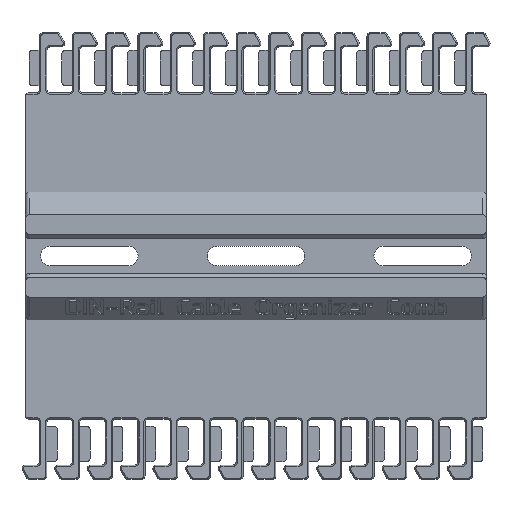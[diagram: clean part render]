
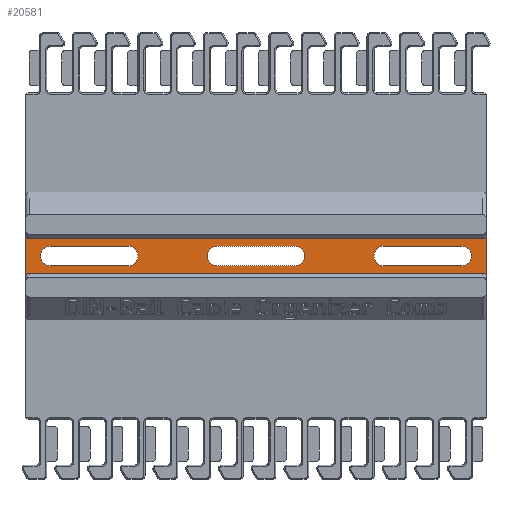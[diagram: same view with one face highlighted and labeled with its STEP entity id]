
A CAD part, top view. The second image highlights one B-rep face of the part: STEP entity #20581.
In plain terms, the highlighted planar face has unit normal (0, 0, 1).
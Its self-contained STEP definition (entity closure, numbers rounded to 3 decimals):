
#4609 = VERTEX_POINT('',#4610);
#4610 = CARTESIAN_POINT('',(-65.,-6.,3.));
#4616 = EDGE_CURVE('',#4617,#4609,#4619,.T.);
#4617 = VERTEX_POINT('',#4618);
#4618 = CARTESIAN_POINT('',(-65.,-5.,3.));
#4619 = LINE('',#4620,#4621);
#4620 = CARTESIAN_POINT('',(-65.,0.,3.));
#4621 = VECTOR('',#4622,1.);
#4622 = DIRECTION('',(0.,-1.,0.));
#4624 = EDGE_CURVE('',#4617,#4625,#4627,.T.);
#4625 = VERTEX_POINT('',#4626);
#4626 = CARTESIAN_POINT('',(-65.,5.,3.));
#4627 = LINE('',#4628,#4629);
#4628 = CARTESIAN_POINT('',(-65.,-46.,3.));
#4629 = VECTOR('',#4630,1.);
#4630 = DIRECTION('',(0.,1.,0.));
#4632 = EDGE_CURVE('',#4625,#4633,#4635,.T.);
#4633 = VERTEX_POINT('',#4634);
#4634 = CARTESIAN_POINT('',(-65.,6.,3.));
#4635 = LINE('',#4636,#4637);
#4636 = CARTESIAN_POINT('',(-65.,0.,3.));
#4637 = VECTOR('',#4638,1.);
#4638 = DIRECTION('',(0.,1.,0.));
#16902 = VERTEX_POINT('',#16903);
#16903 = CARTESIAN_POINT('',(65.,6.,3.));
#16909 = EDGE_CURVE('',#16910,#16902,#16912,.T.);
#16910 = VERTEX_POINT('',#16911);
#16911 = CARTESIAN_POINT('',(65.,5.,3.));
#16912 = LINE('',#16913,#16914);
#16913 = CARTESIAN_POINT('',(65.,0.,3.));
#16914 = VECTOR('',#16915,1.);
#16915 = DIRECTION('',(0.,1.,0.));
#16917 = EDGE_CURVE('',#16910,#16918,#16920,.T.);
#16918 = VERTEX_POINT('',#16919);
#16919 = CARTESIAN_POINT('',(65.,-5.,3.));
#16920 = LINE('',#16921,#16922);
#16921 = CARTESIAN_POINT('',(65.,0.,3.));
#16922 = VECTOR('',#16923,1.);
#16923 = DIRECTION('',(0.,-1.,0.));
#16925 = EDGE_CURVE('',#16918,#16926,#16928,.T.);
#16926 = VERTEX_POINT('',#16927);
#16927 = CARTESIAN_POINT('',(65.,-6.,3.));
#16928 = LINE('',#16929,#16930);
#16929 = CARTESIAN_POINT('',(65.,0.,3.));
#16930 = VECTOR('',#16931,1.);
#16931 = DIRECTION('',(0.,-1.,0.));
#17083 = VERTEX_POINT('',#17084);
#17084 = CARTESIAN_POINT('',(58.,2.75,3.));
#17090 = EDGE_CURVE('',#17091,#17083,#17093,.T.);
#17091 = VERTEX_POINT('',#17092);
#17092 = CARTESIAN_POINT('',(36.,2.75,3.));
#17093 = LINE('',#17094,#17095);
#17094 = CARTESIAN_POINT('',(29.,2.75,3.));
#17095 = VECTOR('',#17096,1.);
#17096 = DIRECTION('',(1.,0.,0.));
#17114 = VERTEX_POINT('',#17115);
#17115 = CARTESIAN_POINT('',(58.,-2.75,3.));
#17121 = EDGE_CURVE('',#17083,#17114,#17122,.T.);
#17122 = CIRCLE('',#17123,2.75);
#17123 = AXIS2_PLACEMENT_3D('',#17124,#17125,#17126);
#17124 = CARTESIAN_POINT('',(58.,0.,3.));
#17125 = DIRECTION('',(0.,0.,-1.));
#17126 = DIRECTION('',(1.,0.,0.));
#17139 = VERTEX_POINT('',#17140);
#17140 = CARTESIAN_POINT('',(36.,-2.75,3.));
#17146 = EDGE_CURVE('',#17114,#17139,#17147,.T.);
#17147 = LINE('',#17148,#17149);
#17148 = CARTESIAN_POINT('',(18.,-2.75,3.));
#17149 = VECTOR('',#17150,1.);
#17150 = DIRECTION('',(-1.,0.,0.));
#17163 = EDGE_CURVE('',#17139,#17091,#17164,.T.);
#17164 = CIRCLE('',#17165,2.75);
#17165 = AXIS2_PLACEMENT_3D('',#17166,#17167,#17168);
#17166 = CARTESIAN_POINT('',(36.,0.,3.));
#17167 = DIRECTION('',(0.,0.,-1.));
#17168 = DIRECTION('',(1.,0.,0.));
#17181 = VERTEX_POINT('',#17182);
#17182 = CARTESIAN_POINT('',(11.,2.75,3.));
#17188 = EDGE_CURVE('',#17189,#17181,#17191,.T.);
#17189 = VERTEX_POINT('',#17190);
#17190 = CARTESIAN_POINT('',(-11.,2.75,3.));
#17191 = LINE('',#17192,#17193);
#17192 = CARTESIAN_POINT('',(5.5,2.75,3.));
#17193 = VECTOR('',#17194,1.);
#17194 = DIRECTION('',(1.,0.,0.));
#17212 = VERTEX_POINT('',#17213);
#17213 = CARTESIAN_POINT('',(11.,-2.75,3.));
#17219 = EDGE_CURVE('',#17181,#17212,#17220,.T.);
#17220 = CIRCLE('',#17221,2.75);
#17221 = AXIS2_PLACEMENT_3D('',#17222,#17223,#17224);
#17222 = CARTESIAN_POINT('',(11.,0.,3.));
#17223 = DIRECTION('',(0.,0.,-1.));
#17224 = DIRECTION('',(1.,0.,0.));
#17237 = VERTEX_POINT('',#17238);
#17238 = CARTESIAN_POINT('',(-11.,-2.75,3.));
#17244 = EDGE_CURVE('',#17212,#17237,#17245,.T.);
#17245 = LINE('',#17246,#17247);
#17246 = CARTESIAN_POINT('',(-5.5,-2.75,3.));
#17247 = VECTOR('',#17248,1.);
#17248 = DIRECTION('',(-1.,0.,0.));
#17261 = EDGE_CURVE('',#17237,#17189,#17262,.T.);
#17262 = CIRCLE('',#17263,2.75);
#17263 = AXIS2_PLACEMENT_3D('',#17264,#17265,#17266);
#17264 = CARTESIAN_POINT('',(-11.,0.,3.));
#17265 = DIRECTION('',(0.,0.,-1.));
#17266 = DIRECTION('',(1.,0.,0.));
#17279 = VERTEX_POINT('',#17280);
#17280 = CARTESIAN_POINT('',(-36.,2.75,3.));
#17286 = EDGE_CURVE('',#17287,#17279,#17289,.T.);
#17287 = VERTEX_POINT('',#17288);
#17288 = CARTESIAN_POINT('',(-58.,2.75,3.));
#17289 = LINE('',#17290,#17291);
#17290 = CARTESIAN_POINT('',(-18.,2.75,3.));
#17291 = VECTOR('',#17292,1.);
#17292 = DIRECTION('',(1.,0.,0.));
#17310 = VERTEX_POINT('',#17311);
#17311 = CARTESIAN_POINT('',(-36.,-2.75,3.));
#17317 = EDGE_CURVE('',#17279,#17310,#17318,.T.);
#17318 = CIRCLE('',#17319,2.75);
#17319 = AXIS2_PLACEMENT_3D('',#17320,#17321,#17322);
#17320 = CARTESIAN_POINT('',(-36.,0.,3.));
#17321 = DIRECTION('',(0.,0.,-1.));
#17322 = DIRECTION('',(1.,0.,0.));
#17335 = VERTEX_POINT('',#17336);
#17336 = CARTESIAN_POINT('',(-58.,-2.75,3.));
#17342 = EDGE_CURVE('',#17310,#17335,#17343,.T.);
#17343 = LINE('',#17344,#17345);
#17344 = CARTESIAN_POINT('',(-29.,-2.75,3.));
#17345 = VECTOR('',#17346,1.);
#17346 = DIRECTION('',(-1.,0.,0.));
#17359 = EDGE_CURVE('',#17335,#17287,#17360,.T.);
#17360 = CIRCLE('',#17361,2.75);
#17361 = AXIS2_PLACEMENT_3D('',#17362,#17363,#17364);
#17362 = CARTESIAN_POINT('',(-58.,0.,3.));
#17363 = DIRECTION('',(0.,0.,-1.));
#17364 = DIRECTION('',(1.,0.,0.));
#20537 = VERTEX_POINT('',#20538);
#20538 = CARTESIAN_POINT('',(-64.,-5.,3.));
#20544 = EDGE_CURVE('',#4609,#20537,#20545,.T.);
#20545 = CIRCLE('',#20546,1.);
#20546 = AXIS2_PLACEMENT_3D('',#20547,#20548,#20549);
#20547 = CARTESIAN_POINT('',(-64.,-6.,3.));
#20548 = DIRECTION('',(0.,0.,-1.));
#20549 = DIRECTION('',(0.,1.,0.));
#20581 = ADVANCED_FACE('',(#20582,#20630,#20636,#20642),#20648,.T.);
#20582 = FACE_BOUND('',#20583,.T.);
#20583 = EDGE_LOOP('',(#20584,#20592,#20599,#20600,#20601,#20602,#20611,
    #20619,#20626,#20627,#20628,#20629));
#20584 = ORIENTED_EDGE('',*,*,#20585,.T.);
#20585 = EDGE_CURVE('',#20537,#20586,#20588,.T.);
#20586 = VERTEX_POINT('',#20587);
#20587 = CARTESIAN_POINT('',(64.,-5.,3.));
#20588 = LINE('',#20589,#20590);
#20589 = CARTESIAN_POINT('',(-65.,-5.,3.));
#20590 = VECTOR('',#20591,1.);
#20591 = DIRECTION('',(1.,0.,0.));
#20592 = ORIENTED_EDGE('',*,*,#20593,.F.);
#20593 = EDGE_CURVE('',#16926,#20586,#20594,.T.);
#20594 = CIRCLE('',#20595,1.);
#20595 = AXIS2_PLACEMENT_3D('',#20596,#20597,#20598);
#20596 = CARTESIAN_POINT('',(64.,-6.,3.));
#20597 = DIRECTION('',(0.,0.,1.));
#20598 = DIRECTION('',(0.,1.,0.));
#20599 = ORIENTED_EDGE('',*,*,#16925,.F.);
#20600 = ORIENTED_EDGE('',*,*,#16917,.F.);
#20601 = ORIENTED_EDGE('',*,*,#16909,.T.);
#20602 = ORIENTED_EDGE('',*,*,#20603,.T.);
#20603 = EDGE_CURVE('',#16902,#20604,#20606,.T.);
#20604 = VERTEX_POINT('',#20605);
#20605 = CARTESIAN_POINT('',(64.,5.,3.));
#20606 = CIRCLE('',#20607,1.);
#20607 = AXIS2_PLACEMENT_3D('',#20608,#20609,#20610);
#20608 = CARTESIAN_POINT('',(64.,6.,3.));
#20609 = DIRECTION('',(0.,0.,-1.));
#20610 = DIRECTION('',(0.,1.,0.));
#20611 = ORIENTED_EDGE('',*,*,#20612,.F.);
#20612 = EDGE_CURVE('',#20613,#20604,#20615,.T.);
#20613 = VERTEX_POINT('',#20614);
#20614 = CARTESIAN_POINT('',(-64.,5.,3.));
#20615 = LINE('',#20616,#20617);
#20616 = CARTESIAN_POINT('',(-65.,5.,3.));
#20617 = VECTOR('',#20618,1.);
#20618 = DIRECTION('',(1.,0.,0.));
#20619 = ORIENTED_EDGE('',*,*,#20620,.F.);
#20620 = EDGE_CURVE('',#4633,#20613,#20621,.T.);
#20621 = CIRCLE('',#20622,1.);
#20622 = AXIS2_PLACEMENT_3D('',#20623,#20624,#20625);
#20623 = CARTESIAN_POINT('',(-64.,6.,3.));
#20624 = DIRECTION('',(0.,0.,1.));
#20625 = DIRECTION('',(0.,1.,0.));
#20626 = ORIENTED_EDGE('',*,*,#4632,.F.);
#20627 = ORIENTED_EDGE('',*,*,#4624,.F.);
#20628 = ORIENTED_EDGE('',*,*,#4616,.T.);
#20629 = ORIENTED_EDGE('',*,*,#20544,.T.);
#20630 = FACE_BOUND('',#20631,.T.);
#20631 = EDGE_LOOP('',(#20632,#20633,#20634,#20635));
#20632 = ORIENTED_EDGE('',*,*,#17342,.T.);
#20633 = ORIENTED_EDGE('',*,*,#17359,.T.);
#20634 = ORIENTED_EDGE('',*,*,#17286,.T.);
#20635 = ORIENTED_EDGE('',*,*,#17317,.T.);
#20636 = FACE_BOUND('',#20637,.T.);
#20637 = EDGE_LOOP('',(#20638,#20639,#20640,#20641));
#20638 = ORIENTED_EDGE('',*,*,#17244,.T.);
#20639 = ORIENTED_EDGE('',*,*,#17261,.T.);
#20640 = ORIENTED_EDGE('',*,*,#17188,.T.);
#20641 = ORIENTED_EDGE('',*,*,#17219,.T.);
#20642 = FACE_BOUND('',#20643,.T.);
#20643 = EDGE_LOOP('',(#20644,#20645,#20646,#20647));
#20644 = ORIENTED_EDGE('',*,*,#17146,.T.);
#20645 = ORIENTED_EDGE('',*,*,#17163,.T.);
#20646 = ORIENTED_EDGE('',*,*,#17090,.T.);
#20647 = ORIENTED_EDGE('',*,*,#17121,.T.);
#20648 = PLANE('',#20649);
#20649 = AXIS2_PLACEMENT_3D('',#20650,#20651,#20652);
#20650 = CARTESIAN_POINT('',(0.,0.,3.));
#20651 = DIRECTION('',(0.,0.,1.));
#20652 = DIRECTION('',(1.,0.,0.));
